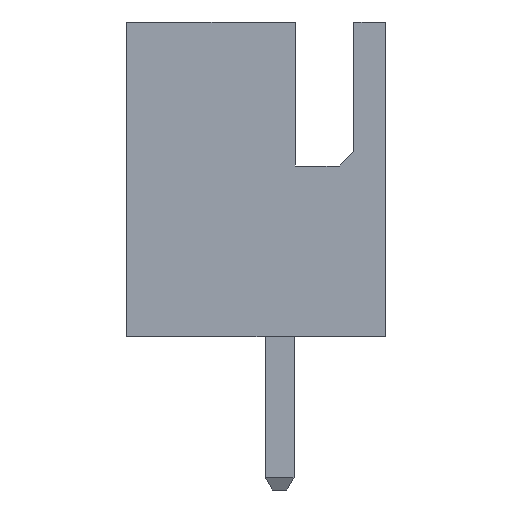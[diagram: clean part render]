
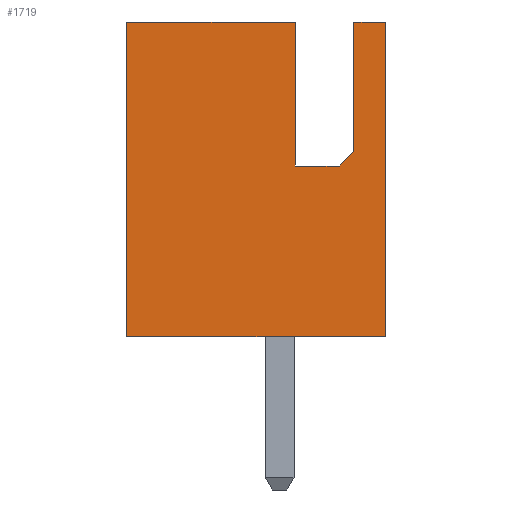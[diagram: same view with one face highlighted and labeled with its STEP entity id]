
A CAD part, left-side view. The second image highlights one B-rep face of the part: STEP entity #1719.
In plain terms, the highlighted planar face has unit normal (-1, 0, 0).
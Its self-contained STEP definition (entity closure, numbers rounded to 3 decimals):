
#1719=ADVANCED_FACE('',(#3024),#3026,.T.);
#3024=FACE_BOUND('',#3025,.T.);
#3025=EDGE_LOOP('',(#4120,#4121,#4122,#4123,#4124,#4125,#4126,#4127,#4128));
#3026=PLANE('',#3027);
#3027=AXIS2_PLACEMENT_3D('',#3028,#3029,#3030);
#3028=CARTESIAN_POINT('',(-50.05,3.4,0.));
#3029=DIRECTION('',(-1.,0.,0.));
#3030=DIRECTION('',(0.,-1.,0.));
#4120=ORIENTED_EDGE('',*,*,#4758,.T.);
#4121=ORIENTED_EDGE('',*,*,#4759,.T.);
#4122=ORIENTED_EDGE('',*,*,#4760,.F.);
#4123=ORIENTED_EDGE('',*,*,#4650,.F.);
#4124=ORIENTED_EDGE('',*,*,#4679,.T.);
#4125=ORIENTED_EDGE('',*,*,#4739,.T.);
#4126=ORIENTED_EDGE('',*,*,#4761,.F.);
#4127=ORIENTED_EDGE('',*,*,#4762,.T.);
#4128=ORIENTED_EDGE('',*,*,#4763,.T.);
#4650=EDGE_CURVE('',#5368,#5370,#5371,.T.);
#4679=EDGE_CURVE('',#5368,#5406,#5408,.T.);
#4739=EDGE_CURVE('',#5406,#5486,#5488,.T.);
#4758=EDGE_CURVE('',#5507,#5508,#5509,.F.);
#4759=EDGE_CURVE('',#5508,#5510,#5511,.F.);
#4760=EDGE_CURVE('',#5370,#5510,#5512,.T.);
#4761=EDGE_CURVE('',#5513,#5486,#5514,.T.);
#4762=EDGE_CURVE('',#5513,#5515,#5516,.F.);
#4763=EDGE_CURVE('',#5515,#5507,#5517,.F.);
#5368=VERTEX_POINT('',#6713);
#5370=VERTEX_POINT('',#6717);
#5371=LINE('',#6718,#6719);
#5406=VERTEX_POINT('',#6809);
#5408=LINE('',#6813,#6814);
#5486=VERTEX_POINT('',#7009);
#5488=LINE('',#7013,#7014);
#5507=VERTEX_POINT('',#7070);
#5508=VERTEX_POINT('',#7071);
#5509=LINE('',#7072,#7073);
#5510=VERTEX_POINT('',#7075);
#5511=LINE('',#7076,#7077);
#5512=LINE('',#7079,#7080);
#5513=VERTEX_POINT('',#7082);
#5514=LINE('',#7083,#7084);
#5515=VERTEX_POINT('',#7086);
#5516=LINE('',#7087,#7088);
#5517=LINE('',#7090,#7091);
#6713=CARTESIAN_POINT('',(-50.05,3.4,0.));
#6717=CARTESIAN_POINT('',(-50.05,3.4,7.));
#6718=CARTESIAN_POINT('',(-50.05,3.4,0.));
#6719=VECTOR('',#6720,1.);
#6720=DIRECTION('',(0.,0.,1.));
#6809=CARTESIAN_POINT('',(-50.05,-2.35,0.));
#6813=CARTESIAN_POINT('',(-50.05,3.4,0.));
#6814=VECTOR('',#6815,1.);
#6815=DIRECTION('',(0.,-1.,0.));
#7009=CARTESIAN_POINT('',(-50.05,-2.35,7.));
#7013=CARTESIAN_POINT('',(-50.05,-2.35,0.));
#7014=VECTOR('',#7015,1.);
#7015=DIRECTION('',(0.,0.,1.));
#7070=CARTESIAN_POINT('',(-50.05,-1.325,3.8));
#7071=CARTESIAN_POINT('',(-50.05,-0.35,3.8));
#7072=CARTESIAN_POINT('',(-50.05,-0.35,3.8));
#7073=VECTOR('',#7074,1.);
#7074=DIRECTION('',(0.,-1.,0.));
#7075=CARTESIAN_POINT('',(-50.05,-0.35,7.));
#7076=CARTESIAN_POINT('',(-50.05,-0.35,7.));
#7077=VECTOR('',#7078,1.);
#7078=DIRECTION('',(0.,0.,-1.));
#7079=CARTESIAN_POINT('',(-50.05,3.4,7.));
#7080=VECTOR('',#7081,1.);
#7081=DIRECTION('',(0.,-1.,0.));
#7082=CARTESIAN_POINT('',(-50.05,-1.65,7.));
#7083=CARTESIAN_POINT('',(-50.05,-1.65,7.));
#7084=VECTOR('',#7085,1.);
#7085=DIRECTION('',(0.,-1.,0.));
#7086=CARTESIAN_POINT('',(-50.05,-1.65,4.125));
#7087=CARTESIAN_POINT('',(-50.05,-1.65,4.125));
#7088=VECTOR('',#7089,1.);
#7089=DIRECTION('',(0.,0.,1.));
#7090=CARTESIAN_POINT('',(-50.05,-1.325,3.8));
#7091=VECTOR('',#7092,1.);
#7092=DIRECTION('',(0.,-0.707,0.707));
